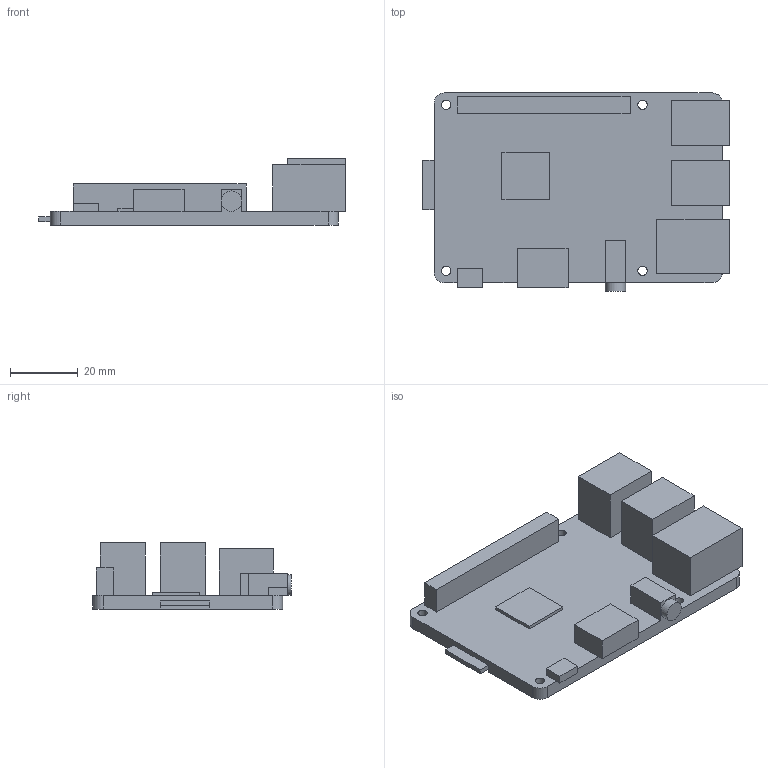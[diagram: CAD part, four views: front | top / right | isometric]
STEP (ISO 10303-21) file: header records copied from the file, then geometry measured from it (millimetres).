
FILE_DESCRIPTION(/* description */ (''),/* implementation_level */ '2;1');
FILE_NAME(/* name */ 'RPI 2 Model B v2.stp',/* time_stamp */ '2025-09-12T00:19:34+02:00',/* author */ (''),/* organization */ (''),/* preprocessor_version */ 'ST-DEVELOPER v20.1',/* originating_system */ 'Autodesk Translation Framework v14.10.0.0',/* authorisation */ '');
FILE_SCHEMA (('AUTOMOTIVE_DESIGN { 1 0 10303 214 3 1 1 }'));
Length unit declared in the file: millimetre
Products named in the file (1): RPI 2 Model B
Bounding box: 90.5 x 58.5 x 19.55 mm (x, y, z)
Volume: 34868.3 mm3; surface area: 15688.7 mm2
Topology: 1 solids, 1 shells, 69 faces, 180 edges, 115 vertices
Faces by surface type: plane 60, cylinder 9
Full cylindrical faces by diameter (mm): 2.75 x4, 6 x1
Entity records: 2124 total; most frequent: CARTESIAN_POINT 365, ORIENTED_EDGE 360, DIRECTION 341, EDGE_CURVE 180, LINE 159, VECTOR 159, VERTEX_POINT 115, AXIS2_PLACEMENT_3D 91
